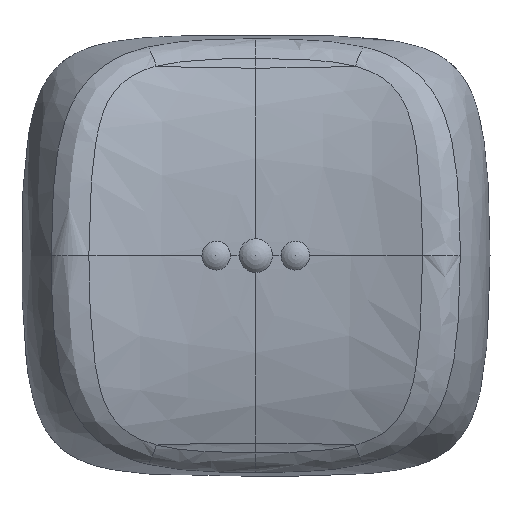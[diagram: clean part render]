
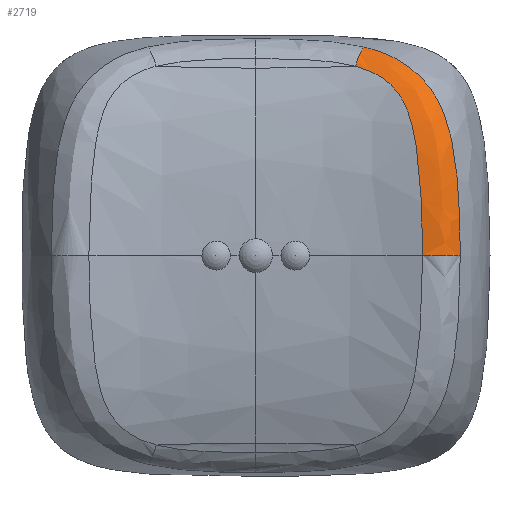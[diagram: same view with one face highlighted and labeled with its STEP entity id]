
A CAD part, top view. The second image highlights one B-rep face of the part: STEP entity #2719.
In plain terms, the highlighted free-form (B-spline) face has degree [3, 3] with [5, 12] control points.
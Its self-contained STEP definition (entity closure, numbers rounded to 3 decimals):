
#271=FACE_OUTER_BOUND('',#436,.T.);
#436=EDGE_LOOP('',(#2095,#2096,#2097,#2098));
#677=CIRCLE('',#2962,1.26);
#678=CIRCLE('',#2963,1.26);
#851=B_SPLINE_CURVE_WITH_KNOTS('',3,(#9298,#9299,#9300,#9301,#9302,#9303,
#9304,#9305,#9306,#9307,#9308,#9309),.UNSPECIFIED.,.F.,.F.,(4,1,1,1,1,1,
1,1,1,4),(0.,0.087,0.116,0.173,0.231,
0.347,0.462,0.578,0.665,
0.809),.UNSPECIFIED.);
#874=B_SPLINE_CURVE_WITH_KNOTS('',3,(#10691,#10692,#10693,#10694,#10695,
#10696,#10697,#10698,#10699,#10700,#10701,#10702),.UNSPECIFIED.,.F.,.F.,
(4,1,1,1,1,1,1,1,1,4),(-0.809,-0.665,-0.578,
-0.462,-0.347,-0.231,-0.173,
-0.116,-0.087,0.),.UNSPECIFIED.);
#1121=VERTEX_POINT('',#9286);
#1122=VERTEX_POINT('',#9297);
#1140=VERTEX_POINT('',#10594);
#1147=VERTEX_POINT('',#10685);
#1473=EDGE_CURVE('',#1122,#1121,#851,.T.);
#1507=EDGE_CURVE('',#1140,#1147,#874,.T.);
#1515=EDGE_CURVE('',#1122,#1147,#677,.T.);
#1517=EDGE_CURVE('',#1121,#1140,#678,.T.);
#2095=ORIENTED_EDGE('',*,*,#1517,.T.);
#2096=ORIENTED_EDGE('',*,*,#1507,.T.);
#2097=ORIENTED_EDGE('',*,*,#1515,.F.);
#2098=ORIENTED_EDGE('',*,*,#1473,.T.);
#2594=B_SPLINE_SURFACE_WITH_KNOTS('',3,3,((#10896,#10897,#10898,#10899,
#10900,#10901,#10902,#10903,#10904,#10905,#10906,#10907),(#10908,#10909,
#10910,#10911,#10912,#10913,#10914,#10915,#10916,#10917,#10918,#10919),
(#10920,#10921,#10922,#10923,#10924,#10925,#10926,#10927,#10928,#10929,
#10930,#10931),(#10932,#10933,#10934,#10935,#10936,#10937,#10938,#10939,
#10940,#10941,#10942,#10943),(#10944,#10945,#10946,#10947,#10948,#10949,
#10950,#10951,#10952,#10953,#10954,#10955)),.UNSPECIFIED.,.F.,.F.,.F.,(4,
1,4),(4,1,1,1,1,1,1,1,1,4),(0.,0.5,1.),(0.,0.087,0.116,
0.173,0.231,0.347,0.462,
0.578,0.665,0.809),.UNSPECIFIED.);
#2719=ADVANCED_FACE('',(#271),#2594,.F.);
#2962=AXIS2_PLACEMENT_3D('',#10890,#3391,#3392);
#2963=AXIS2_PLACEMENT_3D('',#10956,#3393,#3394);
#3391=DIRECTION('center_axis',(-0.956,0.201,-0.211));
#3392=DIRECTION('ref_axis',(-0.126,0.37,0.92));
#3393=DIRECTION('center_axis',(0.,1.,0.));
#3394=DIRECTION('ref_axis',(-0.3,0.,0.954));
#9286=CARTESIAN_POINT('',(6.23,0.,5.526));
#9297=CARTESIAN_POINT('',(3.717,7.072,3.978));
#9298=CARTESIAN_POINT('Ctrl Pts',(3.717,7.072,3.978));
#9299=CARTESIAN_POINT('Ctrl Pts',(3.976,7.001,4.041));
#9300=CARTESIAN_POINT('Ctrl Pts',(4.311,6.882,4.141));
#9301=CARTESIAN_POINT('Ctrl Pts',(4.774,6.618,4.324));
#9302=CARTESIAN_POINT('Ctrl Pts',(5.125,6.338,4.494));
#9303=CARTESIAN_POINT('Ctrl Pts',(5.574,5.739,4.781));
#9304=CARTESIAN_POINT('Ctrl Pts',(5.891,4.792,5.089));
#9305=CARTESIAN_POINT('Ctrl Pts',(6.074,3.588,5.319));
#9306=CARTESIAN_POINT('Ctrl Pts',(6.163,2.481,5.44));
#9307=CARTESIAN_POINT('Ctrl Pts',(6.217,1.284,5.512));
#9308=CARTESIAN_POINT('Ctrl Pts',(6.23,0.492,5.526));
#9309=CARTESIAN_POINT('Ctrl Pts',(6.23,0.,
5.526));
#10594=CARTESIAN_POINT('',(7.634,0.,5.056));
#10685=CARTESIAN_POINT('',(4.034,7.787,3.225));
#10691=CARTESIAN_POINT('Ctrl Pts',(7.634,0.,
5.056));
#10692=CARTESIAN_POINT('Ctrl Pts',(7.634,0.505,5.056));
#10693=CARTESIAN_POINT('Ctrl Pts',(7.619,1.312,5.039));
#10694=CARTESIAN_POINT('Ctrl Pts',(7.561,2.537,4.96));
#10695=CARTESIAN_POINT('Ctrl Pts',(7.446,3.692,4.832));
#10696=CARTESIAN_POINT('Ctrl Pts',(7.196,4.997,4.613));
#10697=CARTESIAN_POINT('Ctrl Pts',(6.645,6.177,4.317));
#10698=CARTESIAN_POINT('Ctrl Pts',(5.894,6.95,3.955));
#10699=CARTESIAN_POINT('Ctrl Pts',(5.382,7.286,3.718));
#10700=CARTESIAN_POINT('Ctrl Pts',(4.755,7.59,3.458));
#10701=CARTESIAN_POINT('Ctrl Pts',(4.341,7.715,3.315));
#10702=CARTESIAN_POINT('Ctrl Pts',(4.034,7.787,3.225));
#10890=CARTESIAN_POINT('Origin',(3.876,6.605,2.818));
#10896=CARTESIAN_POINT('Ctrl Pts',(3.717,7.072,3.978));
#10897=CARTESIAN_POINT('Ctrl Pts',(3.976,7.001,4.041));
#10898=CARTESIAN_POINT('Ctrl Pts',(4.311,6.882,4.141));
#10899=CARTESIAN_POINT('Ctrl Pts',(4.774,6.618,4.324));
#10900=CARTESIAN_POINT('Ctrl Pts',(5.125,6.338,4.494));
#10901=CARTESIAN_POINT('Ctrl Pts',(5.574,5.739,4.781));
#10902=CARTESIAN_POINT('Ctrl Pts',(5.891,4.792,5.089));
#10903=CARTESIAN_POINT('Ctrl Pts',(6.074,3.588,5.319));
#10904=CARTESIAN_POINT('Ctrl Pts',(6.163,2.481,5.44));
#10905=CARTESIAN_POINT('Ctrl Pts',(6.217,1.284,5.512));
#10906=CARTESIAN_POINT('Ctrl Pts',(6.23,0.492,5.526));
#10907=CARTESIAN_POINT('Ctrl Pts',(6.23,0.,
5.526));
#10908=CARTESIAN_POINT('Ctrl Pts',(3.767,7.241,3.916));
#10909=CARTESIAN_POINT('Ctrl Pts',(4.033,7.169,3.984));
#10910=CARTESIAN_POINT('Ctrl Pts',(4.382,7.047,4.092));
#10911=CARTESIAN_POINT('Ctrl Pts',(4.873,6.774,4.291));
#10912=CARTESIAN_POINT('Ctrl Pts',(5.253,6.483,4.477));
#10913=CARTESIAN_POINT('Ctrl Pts',(5.757,5.857,4.799));
#10914=CARTESIAN_POINT('Ctrl Pts',(6.123,4.866,5.143));
#10915=CARTESIAN_POINT('Ctrl Pts',(6.32,3.63,5.389));
#10916=CARTESIAN_POINT('Ctrl Pts',(6.414,2.506,5.516));
#10917=CARTESIAN_POINT('Ctrl Pts',(6.469,1.295,5.591));
#10918=CARTESIAN_POINT('Ctrl Pts',(6.482,0.497,5.605));
#10919=CARTESIAN_POINT('Ctrl Pts',(6.482,0.,
5.605));
#10920=CARTESIAN_POINT('Ctrl Pts',(3.876,7.549,3.715));
#10921=CARTESIAN_POINT('Ctrl Pts',(4.16,7.475,3.793));
#10922=CARTESIAN_POINT('Ctrl Pts',(4.536,7.348,3.917));
#10923=CARTESIAN_POINT('Ctrl Pts',(5.087,7.058,4.147));
#10924=CARTESIAN_POINT('Ctrl Pts',(5.526,6.747,4.363));
#10925=CARTESIAN_POINT('Ctrl Pts',(6.151,6.064,4.732));
#10926=CARTESIAN_POINT('Ctrl Pts',(6.626,4.987,5.11));
#10927=CARTESIAN_POINT('Ctrl Pts',(6.86,3.697,5.371));
#10928=CARTESIAN_POINT('Ctrl Pts',(6.966,2.544,5.506));
#10929=CARTESIAN_POINT('Ctrl Pts',(7.022,1.313,5.584));
#10930=CARTESIAN_POINT('Ctrl Pts',(7.036,0.504,5.6));
#10931=CARTESIAN_POINT('Ctrl Pts',(7.036,0.,
5.6));
#10932=CARTESIAN_POINT('Ctrl Pts',(3.985,7.734,3.397));
#10933=CARTESIAN_POINT('Ctrl Pts',(4.285,7.661,3.484));
#10934=CARTESIAN_POINT('Ctrl Pts',(4.687,7.534,3.622));
#10935=CARTESIAN_POINT('Ctrl Pts',(5.292,7.234,3.874));
#10936=CARTESIAN_POINT('Ctrl Pts',(5.783,6.905,4.106));
#10937=CARTESIAN_POINT('Ctrl Pts',(6.502,6.162,4.476));
#10938=CARTESIAN_POINT('Ctrl Pts',(7.044,5.012,4.807));
#10939=CARTESIAN_POINT('Ctrl Pts',(7.296,3.704,5.043));
#10940=CARTESIAN_POINT('Ctrl Pts',(7.409,2.546,5.175));
#10941=CARTESIAN_POINT('Ctrl Pts',(7.467,1.315,5.254));
#10942=CARTESIAN_POINT('Ctrl Pts',(7.481,0.505,5.271));
#10943=CARTESIAN_POINT('Ctrl Pts',(7.481,0.,
5.271));
#10944=CARTESIAN_POINT('Ctrl Pts',(4.034,7.787,3.225));
#10945=CARTESIAN_POINT('Ctrl Pts',(4.341,7.715,3.315));
#10946=CARTESIAN_POINT('Ctrl Pts',(4.755,7.59,3.458));
#10947=CARTESIAN_POINT('Ctrl Pts',(5.382,7.286,3.718));
#10948=CARTESIAN_POINT('Ctrl Pts',(5.894,6.95,3.955));
#10949=CARTESIAN_POINT('Ctrl Pts',(6.645,6.177,4.317));
#10950=CARTESIAN_POINT('Ctrl Pts',(7.196,4.997,4.613));
#10951=CARTESIAN_POINT('Ctrl Pts',(7.446,3.692,4.832));
#10952=CARTESIAN_POINT('Ctrl Pts',(7.561,2.537,4.96));
#10953=CARTESIAN_POINT('Ctrl Pts',(7.619,1.312,5.039));
#10954=CARTESIAN_POINT('Ctrl Pts',(7.634,0.505,5.056));
#10955=CARTESIAN_POINT('Ctrl Pts',(7.634,0.,
5.056));
#10956=CARTESIAN_POINT('Origin',(6.608,0.,
4.324));
